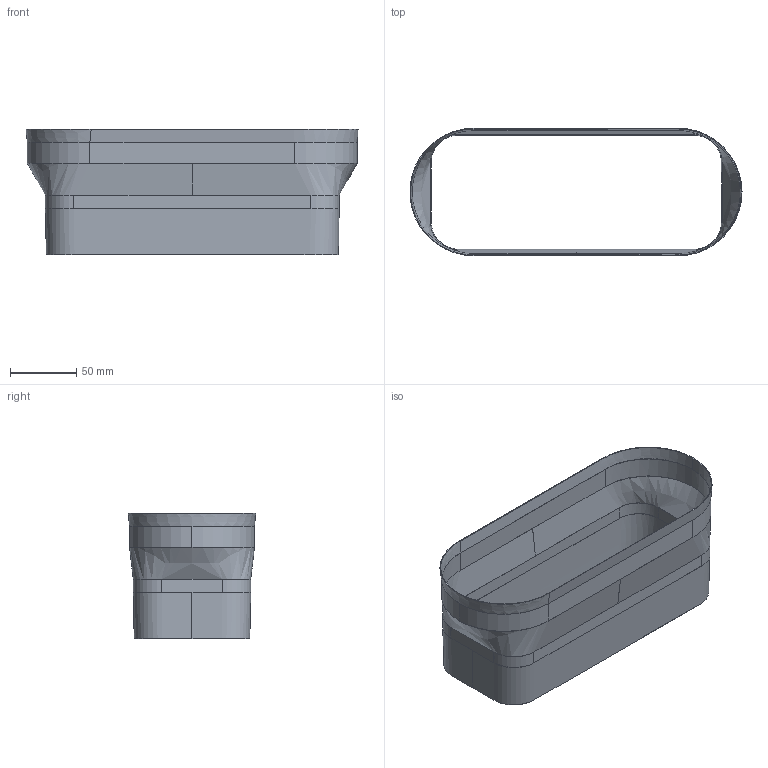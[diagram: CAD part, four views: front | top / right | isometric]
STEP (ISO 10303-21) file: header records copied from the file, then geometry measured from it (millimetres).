
FILE_DESCRIPTION(('STEP AP203'),'1');
FILE_NAME('V 4061035 SF-BA Adapter.STP','2019-11-15T11:14:57',(' '),(' '),'Spatial InterOp 3D',' ',' ');
FILE_SCHEMA(('CONFIG_CONTROL_DESIGN'));
Length unit declared in the file: millimetre
Products named in the file (1): 1
Bounding box: 250.33 x 96.25 x 95 mm (x, y, z)
Volume: 24784.8 mm3; surface area: 113265.3 mm2
Topology: 1 solids, 1 shells, 42 faces, 126 edges, 86 vertices
Faces by surface type: bspline 14, cylinder 14, plane 14
Entity records: 7848 total; most frequent: CARTESIAN_POINT 6781, ORIENTED_EDGE 252, DIRECTION 154, EDGE_CURVE 126, VERTEX_POINT 86, B_SPLINE_CURVE_WITH_KNOTS 52, LINE 52, VECTOR 52
